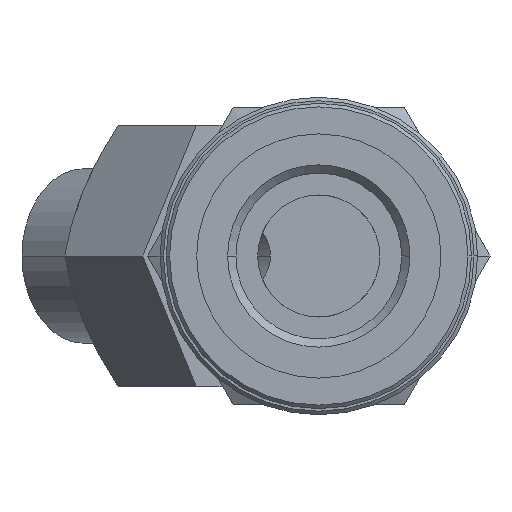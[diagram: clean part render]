
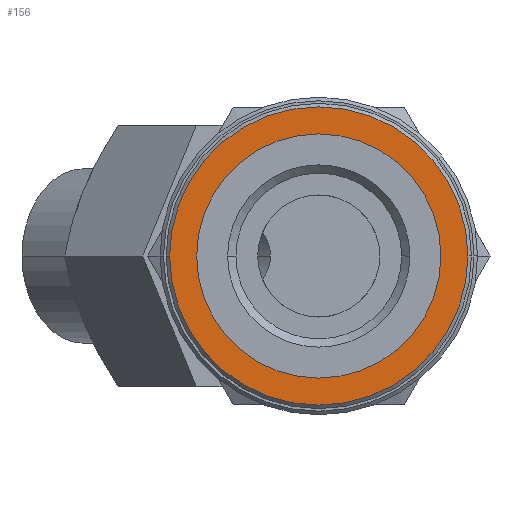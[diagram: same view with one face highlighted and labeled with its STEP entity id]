
A CAD part, front view. The second image highlights one B-rep face of the part: STEP entity #156.
In plain terms, the highlighted planar face has unit normal (0, -1, 0).
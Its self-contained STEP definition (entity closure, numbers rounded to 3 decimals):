
#156=ADVANCED_FACE('',(#373,#374),#375,.T.);
#373=FACE_BOUND('',#654,.T.);
#374=FACE_OUTER_BOUND('',#655,.T.);
#375=PLANE('',#656);
#654=EDGE_LOOP('',(#1053,#1054));
#655=EDGE_LOOP('',(#1055,#1056));
#656=AXIS2_PLACEMENT_3D('',#1057,#1058,#1059);
#1053=ORIENTED_EDGE('',*,*,#1645,.T.);
#1054=ORIENTED_EDGE('',*,*,#1717,.T.);
#1055=ORIENTED_EDGE('',*,*,#1718,.F.);
#1056=ORIENTED_EDGE('',*,*,#1719,.F.);
#1057=CARTESIAN_POINT('',(-4.275,0.1,0.));
#1058=DIRECTION('',(0.,-1.0,0.));
#1059=DIRECTION('',(1.0,0.,0.));
#1645=EDGE_CURVE('',#1959,#1957,#1960,.T.);
#1717=EDGE_CURVE('',#1957,#1959,#2076,.T.);
#1718=EDGE_CURVE('',#2077,#2078,#2079,.T.);
#1719=EDGE_CURVE('',#2078,#2077,#2080,.T.);
#1957=VERTEX_POINT('',#2402);
#1959=VERTEX_POINT('',#2405);
#1960=CIRCLE('',#2406,7.0);
#2076=CIRCLE('',#2719,7.0);
#2077=VERTEX_POINT('',#2720);
#2078=VERTEX_POINT('',#2721);
#2079=CIRCLE('',#2722,8.55);
#2080=CIRCLE('',#2723,8.55);
#2402=CARTESIAN_POINT('',(-7.0,0.1,0.));
#2405=CARTESIAN_POINT('',(7.0,0.1,0.0));
#2406=AXIS2_PLACEMENT_3D('',#3301,#3302,#3303);
#2719=AXIS2_PLACEMENT_3D('',#3384,#3385,#3386);
#2720=CARTESIAN_POINT('',(-8.55,0.1,0.));
#2721=CARTESIAN_POINT('',(8.55,0.1,0.));
#2722=AXIS2_PLACEMENT_3D('',#3387,#3388,#3389);
#2723=AXIS2_PLACEMENT_3D('',#3390,#3391,#3392);
#3301=CARTESIAN_POINT('',(0.0,0.1,0.0));
#3302=DIRECTION('',(0.,1.0,0.));
#3303=DIRECTION('',(-1.0,0.,0.));
#3384=CARTESIAN_POINT('',(0.0,0.1,0.0));
#3385=DIRECTION('',(0.,1.0,0.));
#3386=DIRECTION('',(-1.0,0.,0.));
#3387=CARTESIAN_POINT('',(0.0,0.1,0.0));
#3388=DIRECTION('',(0.0,1.0,0.0));
#3389=DIRECTION('',(-1.0,0.0,0.));
#3390=CARTESIAN_POINT('',(0.0,0.1,0.0));
#3391=DIRECTION('',(0.0,1.0,0.0));
#3392=DIRECTION('',(-1.0,0.0,0.));
